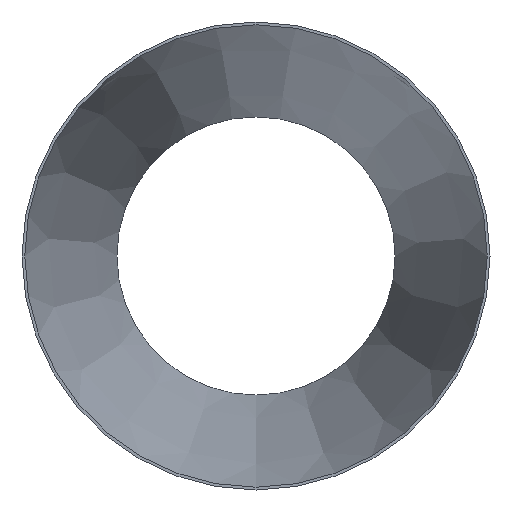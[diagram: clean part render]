
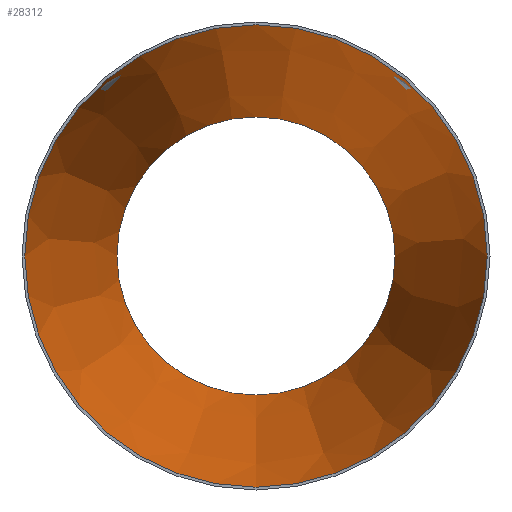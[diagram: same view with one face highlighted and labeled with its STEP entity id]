
A CAD part, front view. The second image highlights one B-rep face of the part: STEP entity #28312.
In plain terms, the highlighted conical face has half-angle 11.136 degrees and reference radius 250.942 mm.
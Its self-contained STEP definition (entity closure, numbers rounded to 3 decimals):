
#695 = EDGE_CURVE ( 'NONE', #36717, #36717, #51847, .T. ) ;
#797 = CARTESIAN_POINT ( 'NONE',  ( 0., 0., 0. ) ) ;
#5128 = DIRECTION ( 'NONE',  ( 0., -1., 0. ) ) ;
#5225 = CARTESIAN_POINT ( 'NONE',  ( 0., 508., -150.942 ) ) ;
#7731 = DIRECTION ( 'NONE',  ( 0., -1., 0. ) ) ;
#8274 = ORIENTED_EDGE ( 'NONE', *, *, #695, .T. ) ;
#11472 = ORIENTED_EDGE ( 'NONE', *, *, #25609, .F. ) ;
#20967 = VERTEX_POINT ( 'NONE', #5225 ) ;
#24604 = EDGE_LOOP ( 'NONE', ( #8274 ) ) ;
#25073 = DIRECTION ( 'NONE',  ( 0., -1., 0. ) ) ;
#25609 = EDGE_CURVE ( 'NONE', #20967, #20967, #29305, .T. ) ;
#25991 = FACE_OUTER_BOUND ( 'NONE', #24604, .T. ) ;
#26088 = AXIS2_PLACEMENT_3D ( 'NONE', #797, #5128, #46078 ) ;
#27561 = AXIS2_PLACEMENT_3D ( 'NONE', #40272, #7731, #28072 ) ;
#28072 = DIRECTION ( 'NONE',  ( 0., 0., -1. ) ) ;
#28312 = ADVANCED_FACE ( 'NONE', ( #42012, #25991 ), #34775, .F. ) ;
#29305 = CIRCLE ( 'NONE', #27561, 150.942 ) ;
#34775 = CONICAL_SURFACE ( 'NONE', #26088, 250.942, 0.194 ) ;
#36717 = VERTEX_POINT ( 'NONE', #53260 ) ;
#37812 = DIRECTION ( 'NONE',  ( 0., 0., -1. ) ) ;
#39707 = AXIS2_PLACEMENT_3D ( 'NONE', #50822, #25073, #37812 ) ;
#40272 = CARTESIAN_POINT ( 'NONE',  ( 0., 508., 0. ) ) ;
#42012 = FACE_BOUND ( 'NONE', #43849, .T. ) ;
#43849 = EDGE_LOOP ( 'NONE', ( #11472 ) ) ;
#46078 = DIRECTION ( 'NONE',  ( 0., 0., -1. ) ) ;
#50822 = CARTESIAN_POINT ( 'NONE',  ( 0., 0., 0. ) ) ;
#51847 = CIRCLE ( 'NONE', #39707, 250.942 ) ;
#53260 = CARTESIAN_POINT ( 'NONE',  ( 0., 0., -250.942 ) ) ;
